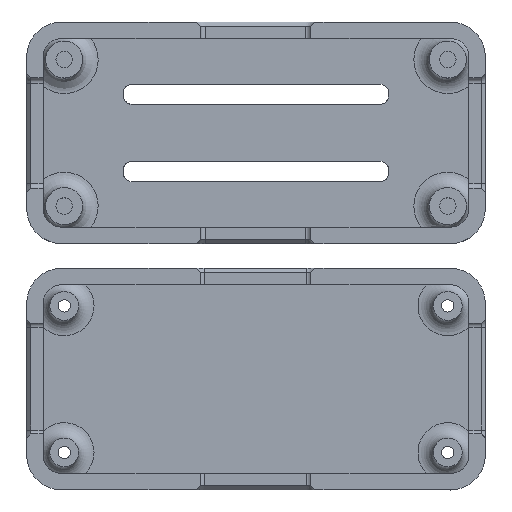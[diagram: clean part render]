
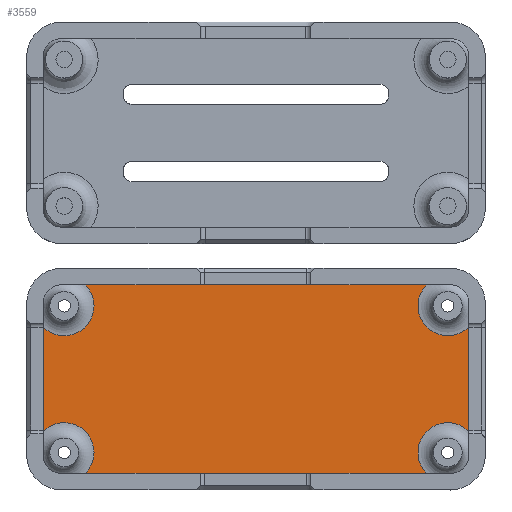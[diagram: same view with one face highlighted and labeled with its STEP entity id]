
A CAD part, top view. The second image highlights one B-rep face of the part: STEP entity #3559.
In plain terms, the highlighted planar face has unit normal (0, 0, 1).
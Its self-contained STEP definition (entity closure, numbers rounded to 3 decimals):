
#210=CIRCLE('',#3821,5.8);
#212=CIRCLE('',#3823,5.8);
#214=CIRCLE('',#3827,5.8);
#217=CIRCLE('',#3832,5.8);
#218=CIRCLE('',#3833,5.8);
#219=CIRCLE('',#3834,5.8);
#331=LINE('',#5806,#651);
#338=LINE('',#5849,#658);
#340=LINE('',#5878,#660);
#347=LINE('',#5926,#667);
#651=VECTOR('',#4188,10.);
#658=VECTOR('',#4205,10.);
#660=VECTOR('',#4209,10.);
#667=VECTOR('',#4228,10.);
#965=PLANE('',#3831);
#1098=FACE_OUTER_BOUND('',#1326,.T.);
#1326=EDGE_LOOP('',(#2615,#2616,#2617,#2618,#2619,#2620,#2621,#2622,#2623,
#2624));
#1618=VERTEX_POINT('',#5794);
#1619=VERTEX_POINT('',#5805);
#1629=VERTEX_POINT('',#5837);
#1630=VERTEX_POINT('',#5848);
#1633=VERTEX_POINT('',#5868);
#1634=VERTEX_POINT('',#5877);
#1646=VERTEX_POINT('',#5914);
#1647=VERTEX_POINT('',#5925);
#1660=VERTEX_POINT('',#5977);
#1663=VERTEX_POINT('',#5993);
#1959=EDGE_CURVE('',#1618,#1619,#331,.F.);
#1972=EDGE_CURVE('',#1629,#1630,#338,.F.);
#1977=EDGE_CURVE('',#1633,#1634,#340,.T.);
#1991=EDGE_CURVE('',#1646,#1647,#347,.T.);
#2011=EDGE_CURVE('',#1619,#1660,#210,.T.);
#2013=EDGE_CURVE('',#1660,#1646,#212,.T.);
#2016=EDGE_CURVE('',#1647,#1633,#214,.T.);
#2020=EDGE_CURVE('',#1630,#1663,#217,.T.);
#2021=EDGE_CURVE('',#1634,#1629,#218,.T.);
#2022=EDGE_CURVE('',#1663,#1618,#219,.T.);
#2615=ORIENTED_EDGE('',*,*,#2020,.F.);
#2616=ORIENTED_EDGE('',*,*,#1972,.F.);
#2617=ORIENTED_EDGE('',*,*,#2021,.F.);
#2618=ORIENTED_EDGE('',*,*,#1977,.F.);
#2619=ORIENTED_EDGE('',*,*,#2016,.F.);
#2620=ORIENTED_EDGE('',*,*,#1991,.F.);
#2621=ORIENTED_EDGE('',*,*,#2013,.F.);
#2622=ORIENTED_EDGE('',*,*,#2011,.F.);
#2623=ORIENTED_EDGE('',*,*,#1959,.F.);
#2624=ORIENTED_EDGE('',*,*,#2022,.F.);
#3559=ADVANCED_FACE('',(#1098),#965,.T.);
#3821=AXIS2_PLACEMENT_3D('',#5978,#4278,#4279);
#3823=AXIS2_PLACEMENT_3D('',#5980,#4282,#4283);
#3827=AXIS2_PLACEMENT_3D('',#5986,#4291,#4292);
#3831=AXIS2_PLACEMENT_3D('',#5992,#4300,#4301);
#3832=AXIS2_PLACEMENT_3D('',#5994,#4302,#4303);
#3833=AXIS2_PLACEMENT_3D('',#5995,#4304,#4305);
#3834=AXIS2_PLACEMENT_3D('',#5996,#4306,#4307);
#4188=DIRECTION('',(0.,-1.,0.));
#4205=DIRECTION('',(1.,0.,0.));
#4209=DIRECTION('',(0.,-1.,0.));
#4228=DIRECTION('',(1.,0.,0.));
#4278=DIRECTION('center_axis',(0.,0.,1.));
#4279=DIRECTION('ref_axis',(-1.,0.,0.));
#4282=DIRECTION('center_axis',(0.,0.,1.));
#4283=DIRECTION('ref_axis',(-1.,0.,0.));
#4291=DIRECTION('center_axis',(0.,0.,1.));
#4292=DIRECTION('ref_axis',(-1.,0.,0.));
#4300=DIRECTION('center_axis',(0.,0.,1.));
#4301=DIRECTION('ref_axis',(1.,0.,0.));
#4302=DIRECTION('center_axis',(0.,0.,1.));
#4303=DIRECTION('ref_axis',(-1.,0.,0.));
#4304=DIRECTION('center_axis',(0.,0.,1.));
#4305=DIRECTION('ref_axis',(-1.,0.,0.));
#4306=DIRECTION('center_axis',(0.,0.,1.));
#4307=DIRECTION('ref_axis',(-1.,0.,0.));
#5794=CARTESIAN_POINT('',(-41.4,-10.148,-3.8));
#5805=CARTESIAN_POINT('',(-41.4,10.148,-3.8));
#5806=CARTESIAN_POINT('',(-41.4,7.375,-3.8));
#5837=CARTESIAN_POINT('',(33.198,-18.35,-3.8));
#5848=CARTESIAN_POINT('',(-33.198,-18.35,-3.8));
#5849=CARTESIAN_POINT('',(-18.9,-18.35,-3.8));
#5868=CARTESIAN_POINT('',(41.4,10.148,-3.8));
#5877=CARTESIAN_POINT('',(41.4,-10.148,-3.8));
#5878=CARTESIAN_POINT('',(41.4,-7.375,-3.8));
#5914=CARTESIAN_POINT('',(-33.198,18.35,-3.8));
#5925=CARTESIAN_POINT('',(33.198,18.35,-3.8));
#5926=CARTESIAN_POINT('',(18.9,18.35,-3.8));
#5977=CARTESIAN_POINT('',(-31.5,14.25,-3.8));
#5978=CARTESIAN_POINT('Origin',(-37.3,14.25,-3.8));
#5980=CARTESIAN_POINT('Origin',(-37.3,14.25,-3.8));
#5986=CARTESIAN_POINT('Origin',(37.3,14.25,-3.8));
#5992=CARTESIAN_POINT('Origin',(0.,0.,
-3.8));
#5993=CARTESIAN_POINT('',(-31.5,-14.25,-3.8));
#5994=CARTESIAN_POINT('Origin',(-37.3,-14.25,-3.8));
#5995=CARTESIAN_POINT('Origin',(37.3,-14.25,-3.8));
#5996=CARTESIAN_POINT('Origin',(-37.3,-14.25,-3.8));
